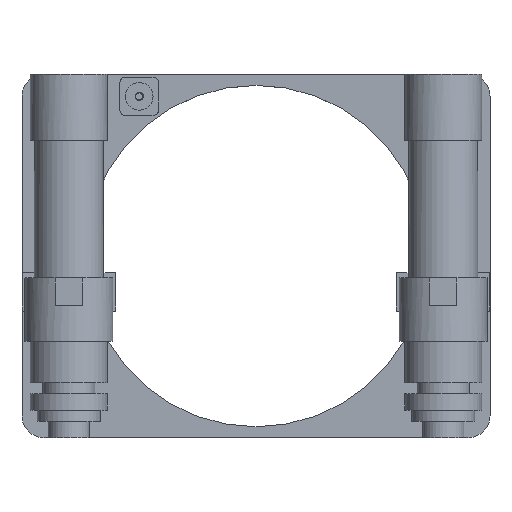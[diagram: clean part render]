
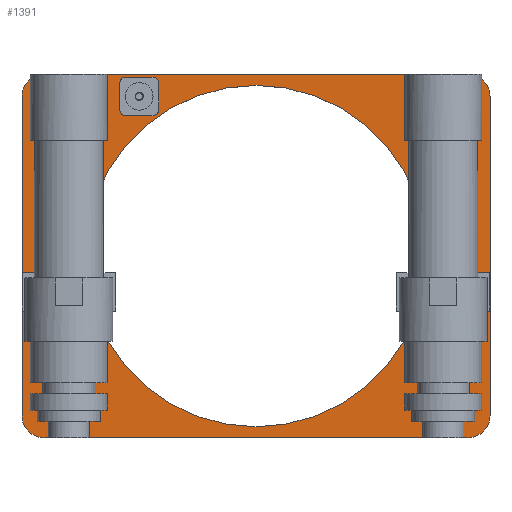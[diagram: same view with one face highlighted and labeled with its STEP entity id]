
A CAD part, top view. The second image highlights one B-rep face of the part: STEP entity #1391.
In plain terms, the highlighted planar face has unit normal (0, 0, 1).
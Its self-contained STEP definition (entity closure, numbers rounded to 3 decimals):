
#38=FACE_BOUND('',#222,.T.);
#39=FACE_BOUND('',#223,.T.);
#68=PLANE('',#1645);
#138=FACE_OUTER_BOUND('',#221,.T.);
#221=EDGE_LOOP('',(#1057,#1058,#1059,#1060,#1061,#1062,#1063,#1064));
#222=EDGE_LOOP('',(#1065,#1066,#1067,#1068,#1069,#1070,#1071,#1072));
#223=EDGE_LOOP('',(#1073));
#287=LINE('',#2183,#416);
#291=LINE('',#2195,#420);
#297=LINE('',#2210,#426);
#300=LINE('',#2219,#429);
#318=LINE('',#2274,#447);
#324=LINE('',#2296,#453);
#327=LINE('',#2304,#456);
#330=LINE('',#2314,#459);
#416=VECTOR('',#1778,10.);
#420=VECTOR('',#1790,10.);
#426=VECTOR('',#1804,10.);
#429=VECTOR('',#1815,10.);
#447=VECTOR('',#1871,10.);
#453=VECTOR('',#1893,10.);
#456=VECTOR('',#1902,10.);
#459=VECTOR('',#1915,10.);
#536=CIRCLE('',#1596,1.);
#538=CIRCLE('',#1600,1.);
#540=CIRCLE('',#1604,1.);
#542=CIRCLE('',#1608,1.);
#548=CIRCLE('',#1626,4.);
#554=CIRCLE('',#1635,4.);
#555=CIRCLE('',#1638,4.);
#556=CIRCLE('',#1641,4.);
#557=CIRCLE('',#1643,31.);
#600=VERTEX_POINT('',#2176);
#601=VERTEX_POINT('',#2178);
#602=VERTEX_POINT('',#2182);
#605=VERTEX_POINT('',#2190);
#606=VERTEX_POINT('',#2194);
#610=VERTEX_POINT('',#2203);
#611=VERTEX_POINT('',#2205);
#613=VERTEX_POINT('',#2214);
#626=VERTEX_POINT('',#2261);
#627=VERTEX_POINT('',#2262);
#631=VERTEX_POINT('',#2272);
#638=VERTEX_POINT('',#2290);
#639=VERTEX_POINT('',#2294);
#640=VERTEX_POINT('',#2298);
#641=VERTEX_POINT('',#2299);
#642=VERTEX_POINT('',#2306);
#643=VERTEX_POINT('',#2310);
#730=EDGE_CURVE('',#600,#601,#536,.F.);
#732=EDGE_CURVE('',#602,#601,#287,.T.);
#736=EDGE_CURVE('',#602,#605,#538,.F.);
#738=EDGE_CURVE('',#606,#605,#291,.T.);
#743=EDGE_CURVE('',#610,#611,#540,.F.);
#746=EDGE_CURVE('',#600,#611,#297,.T.);
#748=EDGE_CURVE('',#606,#613,#542,.F.);
#751=EDGE_CURVE('',#610,#613,#300,.T.);
#770=EDGE_CURVE('',#626,#627,#548,.T.);
#776=EDGE_CURVE('',#626,#631,#318,.T.);
#784=EDGE_CURVE('',#638,#631,#554,.T.);
#787=EDGE_CURVE('',#638,#639,#324,.T.);
#788=EDGE_CURVE('',#640,#641,#555,.T.);
#791=EDGE_CURVE('',#640,#627,#327,.T.);
#792=EDGE_CURVE('',#642,#639,#556,.T.);
#794=EDGE_CURVE('',#643,#643,#557,.T.);
#796=EDGE_CURVE('',#642,#641,#330,.T.);
#1057=ORIENTED_EDGE('',*,*,#770,.F.);
#1058=ORIENTED_EDGE('',*,*,#776,.T.);
#1059=ORIENTED_EDGE('',*,*,#784,.F.);
#1060=ORIENTED_EDGE('',*,*,#787,.T.);
#1061=ORIENTED_EDGE('',*,*,#792,.F.);
#1062=ORIENTED_EDGE('',*,*,#796,.T.);
#1063=ORIENTED_EDGE('',*,*,#788,.F.);
#1064=ORIENTED_EDGE('',*,*,#791,.T.);
#1065=ORIENTED_EDGE('',*,*,#738,.T.);
#1066=ORIENTED_EDGE('',*,*,#736,.F.);
#1067=ORIENTED_EDGE('',*,*,#732,.T.);
#1068=ORIENTED_EDGE('',*,*,#730,.F.);
#1069=ORIENTED_EDGE('',*,*,#746,.T.);
#1070=ORIENTED_EDGE('',*,*,#743,.F.);
#1071=ORIENTED_EDGE('',*,*,#751,.T.);
#1072=ORIENTED_EDGE('',*,*,#748,.F.);
#1073=ORIENTED_EDGE('',*,*,#794,.T.);
#1391=ADVANCED_FACE('',(#138,#38,#39),#68,.T.);
#1596=AXIS2_PLACEMENT_3D('',#2179,#1773,#1774);
#1600=AXIS2_PLACEMENT_3D('',#2191,#1785,#1786);
#1604=AXIS2_PLACEMENT_3D('',#2206,#1798,#1799);
#1608=AXIS2_PLACEMENT_3D('',#2215,#1809,#1810);
#1626=AXIS2_PLACEMENT_3D('',#2263,#1861,#1862);
#1635=AXIS2_PLACEMENT_3D('',#2291,#1887,#1888);
#1638=AXIS2_PLACEMENT_3D('',#2300,#1896,#1897);
#1641=AXIS2_PLACEMENT_3D('',#2307,#1905,#1906);
#1643=AXIS2_PLACEMENT_3D('',#2311,#1910,#1911);
#1645=AXIS2_PLACEMENT_3D('',#2315,#1916,#1917);
#1773=DIRECTION('center_axis',(0.,0.,-1.));
#1774=DIRECTION('ref_axis',(0.707,-0.707,0.));
#1778=DIRECTION('',(0.,-1.,0.));
#1785=DIRECTION('center_axis',(0.,0.,-1.));
#1786=DIRECTION('ref_axis',(0.707,0.707,0.));
#1790=DIRECTION('',(1.,0.,0.));
#1798=DIRECTION('center_axis',(0.,0.,-1.));
#1799=DIRECTION('ref_axis',(-0.707,-0.707,0.));
#1804=DIRECTION('',(-1.,0.,0.));
#1809=DIRECTION('center_axis',(0.,0.,-1.));
#1810=DIRECTION('ref_axis',(-0.707,0.707,0.));
#1815=DIRECTION('',(0.,1.,0.));
#1861=DIRECTION('center_axis',(0.,0.,-1.));
#1862=DIRECTION('ref_axis',(-0.707,0.707,0.));
#1871=DIRECTION('',(0.,-1.,0.));
#1887=DIRECTION('center_axis',(0.,0.,-1.));
#1888=DIRECTION('ref_axis',(-0.707,-0.707,0.));
#1893=DIRECTION('',(1.,0.,0.));
#1896=DIRECTION('center_axis',(0.,0.,-1.));
#1897=DIRECTION('ref_axis',(0.707,0.707,0.));
#1902=DIRECTION('',(-1.,0.,0.));
#1905=DIRECTION('center_axis',(0.,0.,-1.));
#1906=DIRECTION('ref_axis',(0.707,-0.707,0.));
#1910=DIRECTION('center_axis',(0.,0.,-1.));
#1911=DIRECTION('ref_axis',(-1.,0.,0.));
#1915=DIRECTION('',(0.,1.,0.));
#1916=DIRECTION('center_axis',(0.,0.,1.));
#1917=DIRECTION('ref_axis',(1.,0.,0.));
#2176=CARTESIAN_POINT('',(-18.706,25.496,2.));
#2178=CARTESIAN_POINT('',(-17.706,26.496,2.));
#2179=CARTESIAN_POINT('Origin',(-18.706,26.496,2.));
#2182=CARTESIAN_POINT('',(-17.706,31.496,2.));
#2183=CARTESIAN_POINT('',(-17.706,12.748,2.));
#2190=CARTESIAN_POINT('',(-18.706,32.496,2.));
#2191=CARTESIAN_POINT('Origin',(-18.706,31.496,2.));
#2194=CARTESIAN_POINT('',(-23.706,32.496,2.));
#2195=CARTESIAN_POINT('',(-8.853,32.496,2.));
#2203=CARTESIAN_POINT('',(-24.706,26.496,2.));
#2205=CARTESIAN_POINT('',(-23.706,25.496,2.));
#2206=CARTESIAN_POINT('Origin',(-23.706,26.496,2.));
#2210=CARTESIAN_POINT('',(-12.353,25.496,2.));
#2214=CARTESIAN_POINT('',(-24.706,31.496,2.));
#2215=CARTESIAN_POINT('Origin',(-23.706,31.496,2.));
#2219=CARTESIAN_POINT('',(-24.706,16.248,2.));
#2261=CARTESIAN_POINT('',(-42.5,29.,2.));
#2262=CARTESIAN_POINT('',(-38.5,33.,2.));
#2263=CARTESIAN_POINT('Origin',(-38.5,29.,2.));
#2272=CARTESIAN_POINT('',(-42.5,-29.,2.));
#2274=CARTESIAN_POINT('',(-42.5,33.,2.));
#2290=CARTESIAN_POINT('',(-38.5,-33.,2.));
#2291=CARTESIAN_POINT('Origin',(-38.5,-29.,2.));
#2294=CARTESIAN_POINT('',(38.5,-33.,2.));
#2296=CARTESIAN_POINT('',(-42.5,-33.,2.));
#2298=CARTESIAN_POINT('',(38.5,33.,2.));
#2299=CARTESIAN_POINT('',(42.5,29.,2.));
#2300=CARTESIAN_POINT('Origin',(38.5,29.,2.));
#2304=CARTESIAN_POINT('',(42.5,33.,2.));
#2306=CARTESIAN_POINT('',(42.5,-29.,2.));
#2307=CARTESIAN_POINT('Origin',(38.5,-29.,2.));
#2310=CARTESIAN_POINT('',(31.,0.,2.));
#2311=CARTESIAN_POINT('Origin',(0.,0.,2.));
#2314=CARTESIAN_POINT('',(42.5,-33.,2.));
#2315=CARTESIAN_POINT('Origin',(0.,0.,2.));
